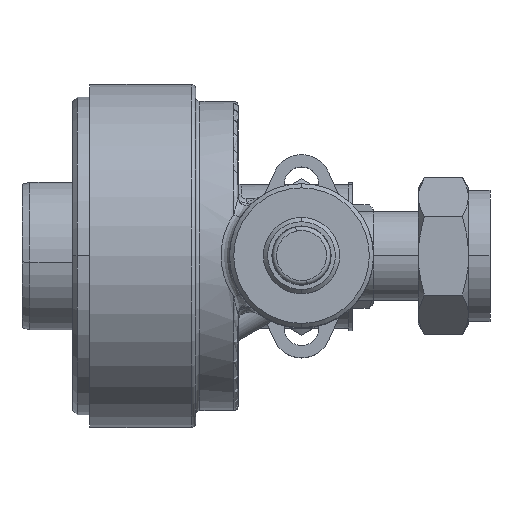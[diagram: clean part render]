
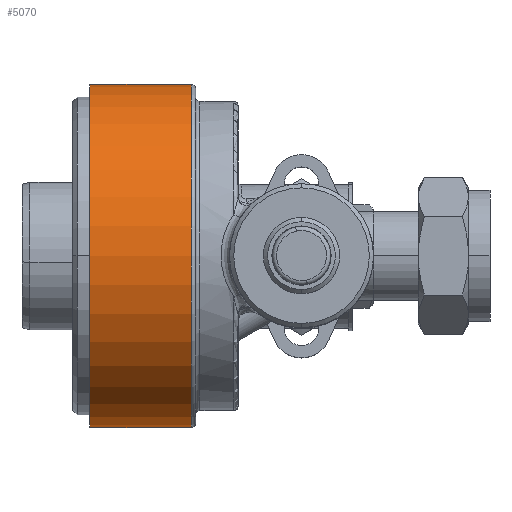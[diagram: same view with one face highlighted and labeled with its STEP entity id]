
A CAD part, top view. The second image highlights one B-rep face of the part: STEP entity #5070.
In plain terms, the highlighted cylindrical face has radius 40.5 mm (diameter 81 mm), a partial arc.
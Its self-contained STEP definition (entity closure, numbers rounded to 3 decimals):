
#2057 = ORIENTED_EDGE ( 'NONE', *, *, #18231, .F. ) ;
#4268 = CARTESIAN_POINT ( 'NONE',  ( 22., 0., 87.5 ) ) ;
#5070 = ADVANCED_FACE ( 'NONE', ( #8629 ), #26210, .T. ) ;
#5669 = AXIS2_PLACEMENT_3D ( 'NONE', #4268, #26387, #18784 ) ;
#5726 = EDGE_CURVE ( 'NONE', #15489, #17399, #17275, .T. ) ;
#6534 = DIRECTION ( 'NONE',  ( 0., -1., 0. ) ) ;
#7925 = AXIS2_PLACEMENT_3D ( 'NONE', #14908, #24280, #29737 ) ;
#8367 = EDGE_CURVE ( 'NONE', #17399, #18562, #26105, .T. ) ;
#8629 = FACE_OUTER_BOUND ( 'NONE', #9582, .T. ) ;
#8742 = DIRECTION ( 'NONE',  ( 1., 0., 0. ) ) ;
#9392 = EDGE_CURVE ( 'NONE', #10014, #18562, #12877, .T. ) ;
#9582 = EDGE_LOOP ( 'NONE', ( #19634, #2057, #18873, #24663 ) ) ;
#10014 = VERTEX_POINT ( 'NONE', #18594 ) ;
#10628 = VECTOR ( 'NONE', #8742, 1000. ) ;
#12877 = LINE ( 'NONE', #20088, #10628 ) ;
#13799 = CARTESIAN_POINT ( 'NONE',  ( 22., 40.5, 87.5 ) ) ;
#14397 = CIRCLE ( 'NONE', #24465, 40.5 ) ;
#14908 = CARTESIAN_POINT ( 'NONE',  ( 23., 0., 87.5 ) ) ;
#15489 = VERTEX_POINT ( 'NONE', #18466 ) ;
#17275 = LINE ( 'NONE', #26937, #26698 ) ;
#17399 = VERTEX_POINT ( 'NONE', #29035 ) ;
#18231 = EDGE_CURVE ( 'NONE', #15489, #10014, #14397, .T. ) ;
#18466 = CARTESIAN_POINT ( 'NONE',  ( -2., -40.5, 87.5 ) ) ;
#18562 = VERTEX_POINT ( 'NONE', #13799 ) ;
#18594 = CARTESIAN_POINT ( 'NONE',  ( -2., 40.5, 87.5 ) ) ;
#18784 = DIRECTION ( 'NONE',  ( 0., -1., 0. ) ) ;
#18873 = ORIENTED_EDGE ( 'NONE', *, *, #5726, .T. ) ;
#19417 = DIRECTION ( 'NONE',  ( -1., 0., 0. ) ) ;
#19634 = ORIENTED_EDGE ( 'NONE', *, *, #9392, .F. ) ;
#20088 = CARTESIAN_POINT ( 'NONE',  ( 23., 40.5, 87.5 ) ) ;
#21348 = CARTESIAN_POINT ( 'NONE',  ( -2., 0., 87.5 ) ) ;
#24280 = DIRECTION ( 'NONE',  ( 1., 0., 0. ) ) ;
#24465 = AXIS2_PLACEMENT_3D ( 'NONE', #21348, #19417, #6534 ) ;
#24663 = ORIENTED_EDGE ( 'NONE', *, *, #8367, .T. ) ;
#26105 = CIRCLE ( 'NONE', #5669, 40.5 ) ;
#26210 = CYLINDRICAL_SURFACE ( 'NONE', #7925, 40.5 ) ;
#26387 = DIRECTION ( 'NONE',  ( -1., 0., 0. ) ) ;
#26698 = VECTOR ( 'NONE', #29005, 1000. ) ;
#26937 = CARTESIAN_POINT ( 'NONE',  ( 23., -40.5, 87.5 ) ) ;
#29005 = DIRECTION ( 'NONE',  ( 1., 0., 0. ) ) ;
#29035 = CARTESIAN_POINT ( 'NONE',  ( 22., -40.5, 87.5 ) ) ;
#29737 = DIRECTION ( 'NONE',  ( 0., -1., 0. ) ) ;
